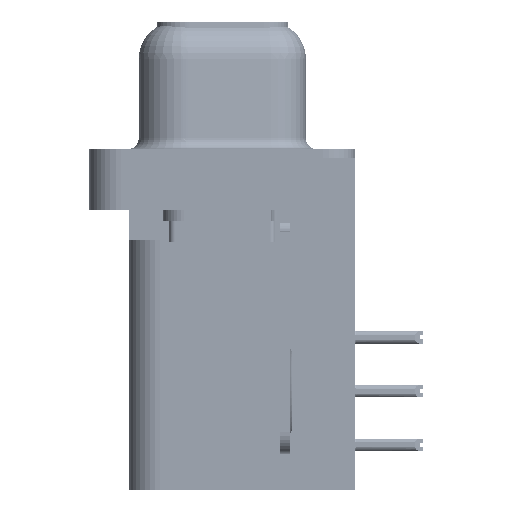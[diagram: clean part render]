
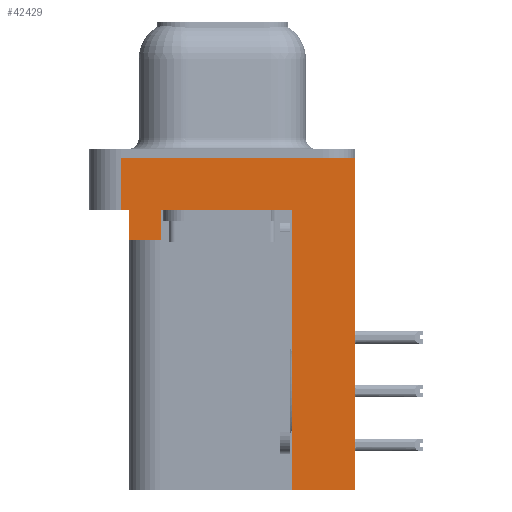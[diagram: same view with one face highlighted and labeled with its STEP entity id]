
A CAD part, left-side view. The second image highlights one B-rep face of the part: STEP entity #42429.
In plain terms, the highlighted planar face has unit normal (-1, 0, 0).
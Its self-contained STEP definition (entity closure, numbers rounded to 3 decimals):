
#1235 = VECTOR ( 'NONE', #46619, 1000. ) ;
#1797 = DIRECTION ( 'NONE',  ( 0., 0., 1. ) ) ;
#2080 = LINE ( 'NONE', #39473, #1235 ) ;
#2203 = CARTESIAN_POINT ( 'NONE',  ( -3., -3.295, -15.7 ) ) ;
#2562 = ORIENTED_EDGE ( 'NONE', *, *, #25754, .F. ) ;
#3835 = DIRECTION ( 'NONE',  ( 0., 1., 0. ) ) ;
#4079 = VERTEX_POINT ( 'NONE', #16835 ) ;
#5408 = CARTESIAN_POINT ( 'NONE',  ( -3., 2.895, -3.9 ) ) ;
#5718 = VECTOR ( 'NONE', #11599, 1000. ) ;
#5926 = LINE ( 'NONE', #14096, #5718 ) ;
#6332 = ORIENTED_EDGE ( 'NONE', *, *, #37241, .T. ) ;
#6394 = CARTESIAN_POINT ( 'NONE',  ( -3., 4.775, 0. ) ) ;
#7286 = CARTESIAN_POINT ( 'NONE',  ( -3., 4.425, -3.9 ) ) ;
#7922 = ORIENTED_EDGE ( 'NONE', *, *, #42407, .T. ) ;
#8431 = AXIS2_PLACEMENT_3D ( 'NONE', #41408, #23748, #1797 ) ;
#9227 = PLANE ( 'NONE',  #8431 ) ;
#9662 = VERTEX_POINT ( 'NONE', #26728 ) ;
#10482 = ORIENTED_EDGE ( 'NONE', *, *, #33505, .F. ) ;
#10958 = EDGE_CURVE ( 'NONE', #14223, #11680, #13974, .T. ) ;
#11206 = EDGE_LOOP ( 'NONE', ( #10482, #2562, #37020, #28199, #34380, #6332, #7922, #14185, #34205, #26462 ) ) ;
#11580 = CARTESIAN_POINT ( 'NONE',  ( -3., -3.295, -15.7 ) ) ;
#11599 = DIRECTION ( 'NONE',  ( 0., 0., 1. ) ) ;
#11680 = VERTEX_POINT ( 'NONE', #19032 ) ;
#13474 = VECTOR ( 'NONE', #29862, 1000. ) ;
#13587 = EDGE_CURVE ( 'NONE', #4079, #34217, #39315, .T. ) ;
#13722 = LINE ( 'NONE', #26212, #13474 ) ;
#13894 = VECTOR ( 'NONE', #3835, 1000. ) ;
#13974 = LINE ( 'NONE', #7286, #13894 ) ;
#14096 = CARTESIAN_POINT ( 'NONE',  ( -3., -6.275, -2.5 ) ) ;
#14164 = VERTEX_POINT ( 'NONE', #15004 ) ;
#14178 = VECTOR ( 'NONE', #32529, 1000. ) ;
#14185 = ORIENTED_EDGE ( 'NONE', *, *, #27710, .F. ) ;
#14223 = VERTEX_POINT ( 'NONE', #5408 ) ;
#14534 = LINE ( 'NONE', #25533, #14178 ) ;
#15004 = CARTESIAN_POINT ( 'NONE',  ( -3., -6.275, -15.7 ) ) ;
#16835 = CARTESIAN_POINT ( 'NONE',  ( -3., 4.775, -2.5 ) ) ;
#18062 = VERTEX_POINT ( 'NONE', #30869 ) ;
#18358 = DIRECTION ( 'NONE',  ( 0., 0., 1. ) ) ;
#18749 = CARTESIAN_POINT ( 'NONE',  ( -3., 4.425, -3.9 ) ) ;
#19032 = CARTESIAN_POINT ( 'NONE',  ( -3., 4.425, -3.9 ) ) ;
#19083 = CARTESIAN_POINT ( 'NONE',  ( -3., -6.275, -2.5 ) ) ;
#22316 = LINE ( 'NONE', #29389, #22832 ) ;
#22825 = FACE_OUTER_BOUND ( 'NONE', #11206, .T. ) ;
#22832 = VECTOR ( 'NONE', #18358, 1000. ) ;
#22870 = VECTOR ( 'NONE', #34362, 1000. ) ;
#23055 = LINE ( 'NONE', #30838, #22870 ) ;
#23748 = DIRECTION ( 'NONE',  ( -1., 0., 0. ) ) ;
#25533 = CARTESIAN_POINT ( 'NONE',  ( -3., -3.295, -15.7 ) ) ;
#25754 = EDGE_CURVE ( 'NONE', #4079, #35239, #22316, .T. ) ;
#25933 = DIRECTION ( 'NONE',  ( 0., 0., 1. ) ) ;
#26212 = CARTESIAN_POINT ( 'NONE',  ( -3., 2.895, -3.9 ) ) ;
#26277 = DIRECTION ( 'NONE',  ( 0., 0., 1. ) ) ;
#26462 = ORIENTED_EDGE ( 'NONE', *, *, #29687, .T. ) ;
#26728 = CARTESIAN_POINT ( 'NONE',  ( -3., -3.295, -2.5 ) ) ;
#27227 = EDGE_CURVE ( 'NONE', #11680, #34217, #40325, .T. ) ;
#27710 = EDGE_CURVE ( 'NONE', #30456, #9662, #29207, .T. ) ;
#28199 = ORIENTED_EDGE ( 'NONE', *, *, #27227, .F. ) ;
#28742 = EDGE_CURVE ( 'NONE', #14164, #30456, #14534, .T. ) ;
#29207 = LINE ( 'NONE', #11580, #29388 ) ;
#29388 = VECTOR ( 'NONE', #25933, 1000. ) ;
#29389 = CARTESIAN_POINT ( 'NONE',  ( -3., 4.775, -2.5 ) ) ;
#29687 = EDGE_CURVE ( 'NONE', #14164, #35128, #5926, .T. ) ;
#29862 = DIRECTION ( 'NONE',  ( 0., 0., 1. ) ) ;
#30456 = VERTEX_POINT ( 'NONE', #2203 ) ;
#30838 = CARTESIAN_POINT ( 'NONE',  ( -3., -6.275, -2.5 ) ) ;
#30869 = CARTESIAN_POINT ( 'NONE',  ( -3., 2.895, -2.5 ) ) ;
#32529 = DIRECTION ( 'NONE',  ( 0., 1., 0. ) ) ;
#33505 = EDGE_CURVE ( 'NONE', #35239, #35128, #2080, .T. ) ;
#34205 = ORIENTED_EDGE ( 'NONE', *, *, #28742, .F. ) ;
#34217 = VERTEX_POINT ( 'NONE', #43476 ) ;
#34362 = DIRECTION ( 'NONE',  ( 0., -1., 0. ) ) ;
#34380 = ORIENTED_EDGE ( 'NONE', *, *, #10958, .F. ) ;
#34510 = CARTESIAN_POINT ( 'NONE',  ( -3., -6.275, 0. ) ) ;
#35128 = VERTEX_POINT ( 'NONE', #34510 ) ;
#35239 = VERTEX_POINT ( 'NONE', #6394 ) ;
#37020 = ORIENTED_EDGE ( 'NONE', *, *, #13587, .T. ) ;
#37241 = EDGE_CURVE ( 'NONE', #14223, #18062, #13722, .T. ) ;
#39315 = LINE ( 'NONE', #19083, #39355 ) ;
#39355 = VECTOR ( 'NONE', #44227, 1000. ) ;
#39473 = CARTESIAN_POINT ( 'NONE',  ( -3., -6.275, 0. ) ) ;
#39745 = VECTOR ( 'NONE', #26277, 1000. ) ;
#40325 = LINE ( 'NONE', #18749, #39745 ) ;
#41408 = CARTESIAN_POINT ( 'NONE',  ( -3., -6.275, -2.5 ) ) ;
#42407 = EDGE_CURVE ( 'NONE', #18062, #9662, #23055, .T. ) ;
#42429 = ADVANCED_FACE ( 'NONE', ( #22825 ), #9227, .T. ) ;
#43476 = CARTESIAN_POINT ( 'NONE',  ( -3., 4.425, -2.5 ) ) ;
#44227 = DIRECTION ( 'NONE',  ( 0., -1., 0. ) ) ;
#46619 = DIRECTION ( 'NONE',  ( 0., -1., 0. ) ) ;
